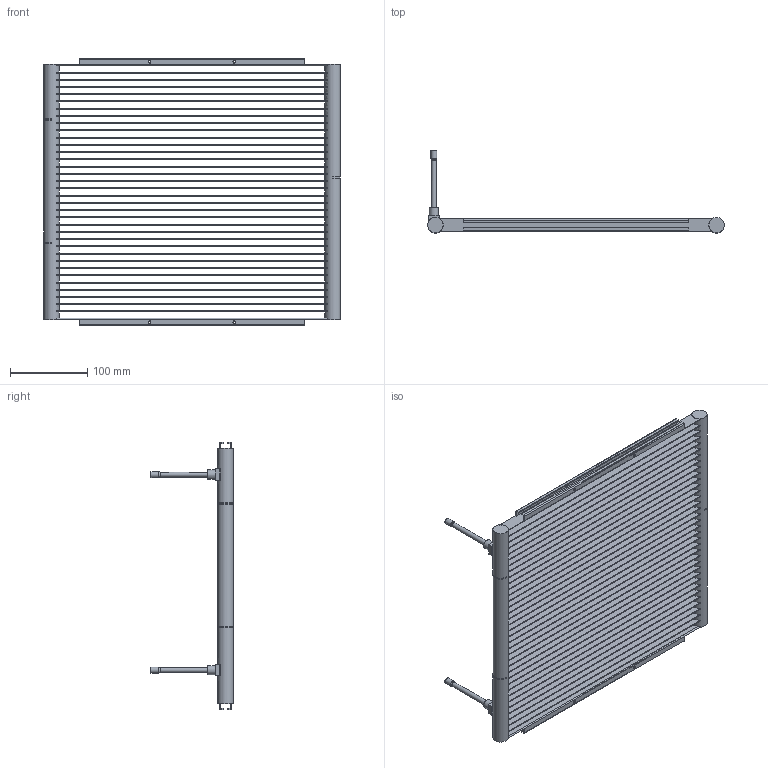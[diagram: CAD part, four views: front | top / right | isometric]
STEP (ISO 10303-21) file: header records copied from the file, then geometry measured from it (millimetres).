
FILE_DESCRIPTION(('TFLEX Exchange Step'),'2;1');
FILE_NAME('RC-1100.stp', '2023-04-05T11:01:14+03:00',('EXT0102'),('Unknown organisation'),'TFLEX Exchange 2022.1','T-FLEX CAD','Unknown authorisation');
FILE_SCHEMA( ('AUTOMOTIVE_DESIGN { 1 0 10303 214 1 1 1 1 }') );
Length unit declared in the file: millimetre
Products named in the file (1): Nodes
Bounding box: 385 x 106.5 x 346.7 mm (x, y, z)
Volume: 494615.3 mm3; surface area: 509262.7 mm2
Topology: 1 solids, 1 shells, 248 faces, 934 edges, 634 vertices
Faces by surface type: plane 206, cylinder 36, cone 6
Full cylindrical faces by diameter (mm): 3.2 x8, 4.95 x2, 5 x2, 6.35 x4, 7.75 x2, 12 x2, 20 x2
Entity records: 12544 total; most frequent: CARTESIAN_POINT 4295, ORIENTED_EDGE 1868, DIRECTION 1694, EDGE_CURVE 934, VERTEX_POINT 634, AXIS2_PLACEMENT_3D 593, VECTOR 508, LINE 508
